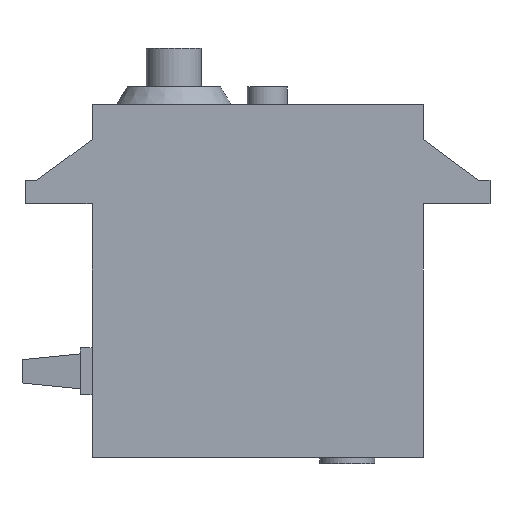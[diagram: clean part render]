
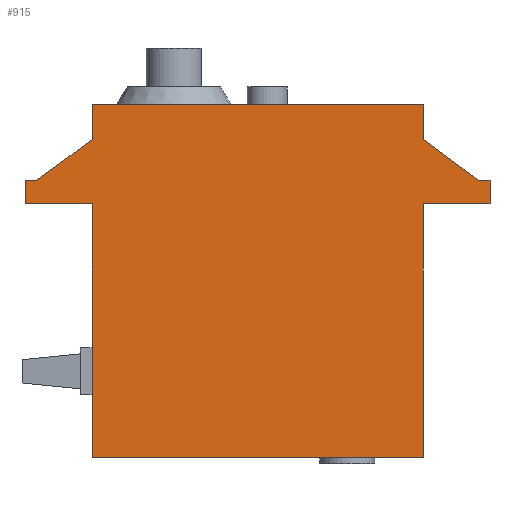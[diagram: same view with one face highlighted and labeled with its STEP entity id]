
A CAD part, front view. The second image highlights one B-rep face of the part: STEP entity #915.
In plain terms, the highlighted planar face has unit normal (0, -1, 0).
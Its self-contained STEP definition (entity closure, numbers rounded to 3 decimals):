
#96=FACE_OUTER_BOUND('',#153,.T.);
#153=EDGE_LOOP('',(#809,#810,#811,#812,#813,#814,#815,#816,#817,#818,#819,
#820,#821,#822));
#171=LINE('',#1287,#280);
#176=LINE('',#1297,#285);
#182=LINE('',#1309,#291);
#228=LINE('',#1432,#337);
#234=LINE('',#1444,#343);
#239=LINE('',#1455,#348);
#243=LINE('',#1462,#352);
#247=LINE('',#1468,#356);
#249=LINE('',#1471,#358);
#252=LINE('',#1475,#361);
#253=LINE('',#1477,#362);
#255=LINE('',#1482,#364);
#259=LINE('',#1489,#368);
#261=LINE('',#1492,#370);
#280=VECTOR('',#1039,10.);
#285=VECTOR('',#1048,10.);
#291=VECTOR('',#1056,10.);
#337=VECTOR('',#1174,10.);
#343=VECTOR('',#1184,10.);
#348=VECTOR('',#1193,10.);
#352=VECTOR('',#1199,10.);
#356=VECTOR('',#1205,10.);
#358=VECTOR('',#1209,10.);
#361=VECTOR('',#1214,10.);
#362=VECTOR('',#1217,10.);
#364=VECTOR('',#1221,10.);
#368=VECTOR('',#1227,10.);
#370=VECTOR('',#1231,10.);
#388=VERTEX_POINT('',#1284);
#389=VERTEX_POINT('',#1286);
#392=VERTEX_POINT('',#1296);
#396=VERTEX_POINT('',#1306);
#397=VERTEX_POINT('',#1308);
#437=VERTEX_POINT('',#1429);
#438=VERTEX_POINT('',#1431);
#441=VERTEX_POINT('',#1441);
#442=VERTEX_POINT('',#1443);
#445=VERTEX_POINT('',#1453);
#446=VERTEX_POINT('',#1454);
#449=VERTEX_POINT('',#1466);
#450=VERTEX_POINT('',#1480);
#451=VERTEX_POINT('',#1481);
#475=EDGE_CURVE('',#389,#388,#171,.T.);
#480=EDGE_CURVE('',#392,#389,#176,.T.);
#486=EDGE_CURVE('',#397,#396,#182,.T.);
#542=EDGE_CURVE('',#437,#438,#228,.T.);
#548=EDGE_CURVE('',#442,#441,#234,.T.);
#553=EDGE_CURVE('',#445,#446,#239,.T.);
#557=EDGE_CURVE('',#446,#442,#243,.T.);
#561=EDGE_CURVE('',#441,#449,#247,.T.);
#563=EDGE_CURVE('',#449,#397,#249,.T.);
#566=EDGE_CURVE('',#438,#388,#252,.T.);
#567=EDGE_CURVE('',#437,#445,#253,.T.);
#569=EDGE_CURVE('',#450,#451,#255,.T.);
#573=EDGE_CURVE('',#392,#450,#259,.T.);
#575=EDGE_CURVE('',#451,#396,#261,.T.);
#809=ORIENTED_EDGE('',*,*,#575,.F.);
#810=ORIENTED_EDGE('',*,*,#569,.F.);
#811=ORIENTED_EDGE('',*,*,#573,.F.);
#812=ORIENTED_EDGE('',*,*,#480,.T.);
#813=ORIENTED_EDGE('',*,*,#475,.T.);
#814=ORIENTED_EDGE('',*,*,#566,.F.);
#815=ORIENTED_EDGE('',*,*,#542,.F.);
#816=ORIENTED_EDGE('',*,*,#567,.T.);
#817=ORIENTED_EDGE('',*,*,#553,.T.);
#818=ORIENTED_EDGE('',*,*,#557,.T.);
#819=ORIENTED_EDGE('',*,*,#548,.T.);
#820=ORIENTED_EDGE('',*,*,#561,.T.);
#821=ORIENTED_EDGE('',*,*,#563,.T.);
#822=ORIENTED_EDGE('',*,*,#486,.T.);
#865=PLANE('',#994);
#915=ADVANCED_FACE('',(#96),#865,.F.);
#994=AXIS2_PLACEMENT_3D('',#1495,#1235,#1236);
#1039=DIRECTION('',(0.,0.,1.));
#1048=DIRECTION('',(1.,0.,0.));
#1056=DIRECTION('',(1.,0.,0.));
#1174=DIRECTION('',(0.804,0.,-0.595));
#1184=DIRECTION('',(-0.804,0.,-0.595));
#1193=DIRECTION('',(-1.,0.,0.));
#1199=DIRECTION('',(0.,0.,-1.));
#1205=DIRECTION('',(-1.,0.,0.));
#1209=DIRECTION('',(0.,0.,-1.));
#1214=DIRECTION('',(1.,0.,0.));
#1217=DIRECTION('',(0.,0.,1.));
#1221=DIRECTION('',(-1.,0.,0.));
#1227=DIRECTION('',(0.,0.,-1.));
#1231=DIRECTION('',(0.,0.,1.));
#1235=DIRECTION('center_axis',(0.,1.,0.));
#1236=DIRECTION('ref_axis',(1.,0.,0.));
#1284=CARTESIAN_POINT('',(5.725,0.,23.75));
#1286=CARTESIAN_POINT('',(5.725,0.,21.75));
#1287=CARTESIAN_POINT('',(5.725,0.,21.75));
#1296=CARTESIAN_POINT('',(0.,0.,21.75));
#1297=CARTESIAN_POINT('',(-34.075,0.,21.75));
#1306=CARTESIAN_POINT('',(-28.35,0.,21.75));
#1308=CARTESIAN_POINT('',(-34.075,0.,21.75));
#1309=CARTESIAN_POINT('',(-34.075,0.,21.75));
#1429=CARTESIAN_POINT('',(0.,0.,27.25));
#1431=CARTESIAN_POINT('',(4.725,0.,23.75));
#1432=CARTESIAN_POINT('',(0.,0.,27.25));
#1441=CARTESIAN_POINT('',(-33.075,0.,23.75));
#1443=CARTESIAN_POINT('',(-28.35,0.,27.25));
#1444=CARTESIAN_POINT('',(-28.35,0.,27.25));
#1453=CARTESIAN_POINT('',(0.,0.,30.25));
#1454=CARTESIAN_POINT('',(-28.35,0.,30.25));
#1455=CARTESIAN_POINT('',(0.,0.,30.25));
#1462=CARTESIAN_POINT('',(-28.35,0.,30.25));
#1466=CARTESIAN_POINT('',(-34.075,0.,23.75));
#1468=CARTESIAN_POINT('',(-33.075,0.,23.75));
#1471=CARTESIAN_POINT('',(-34.075,0.,23.75));
#1475=CARTESIAN_POINT('',(4.725,0.,23.75));
#1477=CARTESIAN_POINT('',(0.,0.,27.25));
#1480=CARTESIAN_POINT('',(0.,0.,0.));
#1481=CARTESIAN_POINT('',(-28.35,0.,0.));
#1482=CARTESIAN_POINT('',(0.,0.,0.));
#1489=CARTESIAN_POINT('',(0.,0.,21.75));
#1492=CARTESIAN_POINT('',(-28.35,0.,0.));
#1495=CARTESIAN_POINT('Origin',(-14.175,0.,10.875));
